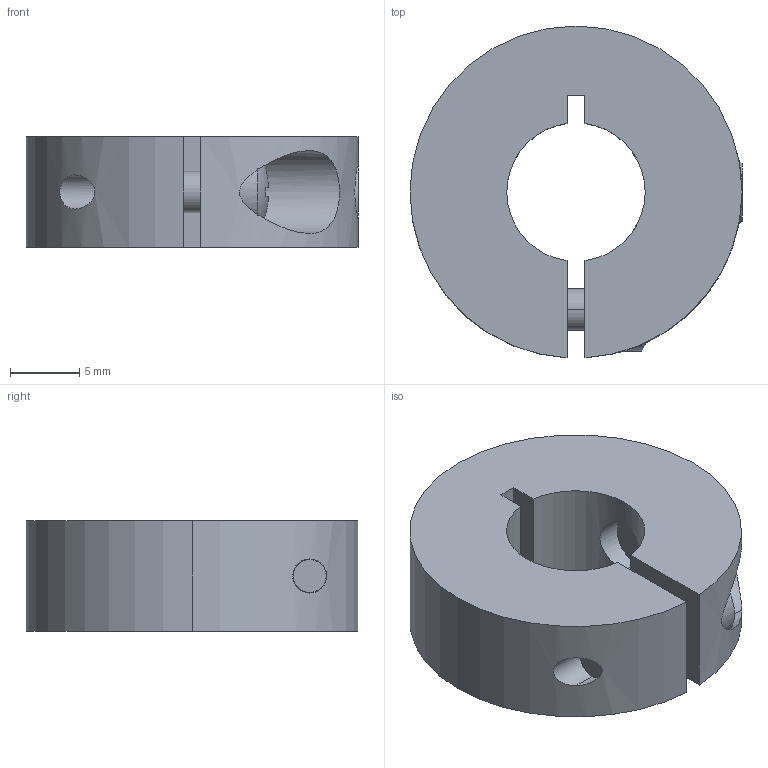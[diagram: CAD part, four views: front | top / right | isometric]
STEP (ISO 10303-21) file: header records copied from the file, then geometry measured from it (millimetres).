
FILE_DESCRIPTION(('STEP AP214'),'1');
FILE_NAME('cctmp_AD218D57-DEEA-4AD4-B99F-58FE7EA5CBC9_2025_07_31_03_29_29_0080_184932..stp','2025-07-31T01:29:29',('igus GmbH'),('CADClick - www.CADClick.com'),'Spatial InterOp 3D',' ','unknown authorization');
FILE_SCHEMA(('AUTOMOTIVE_DESIGN'));
Length unit declared in the file: millimetre
Products named in the file (1): 2025_07_31_03_29_29_0080
Bounding box: 24 x 23.98 x 8 mm (x, y, z)
Volume: 2771.1 mm3; surface area: 1878.7 mm2
Topology: 1 solids, 1 shells, 58 faces, 146 edges, 94 vertices
Faces by surface type: plane 31, cylinder 19, cone 6, torus 2
Entity records: 2552 total; most frequent: CARTESIAN_POINT 687, ORIENTED_EDGE 292, DIRECTION 274, EDGE_CURVE 146, AXIS2_PLACEMENT_3D 97, VERTEX_POINT 94, LINE 80, VECTOR 80
